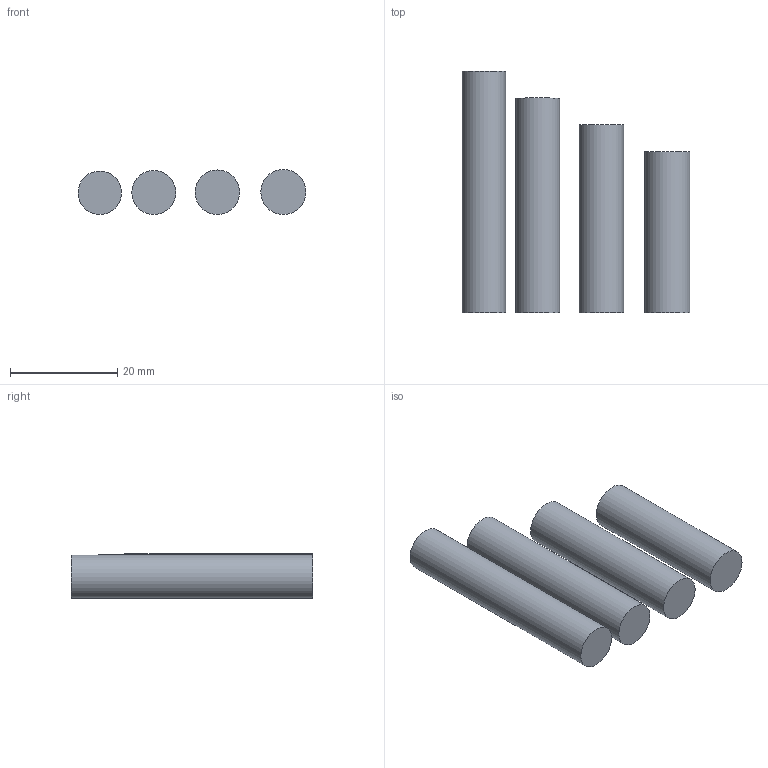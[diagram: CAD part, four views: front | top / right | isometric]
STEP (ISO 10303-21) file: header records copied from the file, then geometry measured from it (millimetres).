
FILE_DESCRIPTION(('STEP AP214'), '1');
FILE_NAME('Pins', '', ('UNSPECIFIED'), ('UNSPECIFIED'), 'C3D Converter', 'C3D Toolkit', '');
FILE_SCHEMA(('AUTOMOTIVE_DESIGN { 1 0 10303 214 3 1 1}'));
Length unit declared in the file: millimetre
Bounding box: 42.44 x 45 x 8.4 mm (x, y, z)
Volume: 7987.5 mm3; surface area: 4307.6 mm2
Topology: 4 solids, 4 shells, 12 faces, 17 edges, 13 vertices
Faces by surface type: plane 8, cylinder 4
Full cylindrical faces by diameter (mm): 8.1 x1, 8.2 x1, 8.3 x1, 8.4 x1
Entity records: 326 total; most frequent: DIRECTION 52, CARTESIAN_POINT 34, AXIS2_PLACEMENT_3D 26, EDGE_LOOP 16, ORIENTED_EDGE 16, CIRCLE 13, ADVANCED_FACE 12, COLOUR_RGB 9
